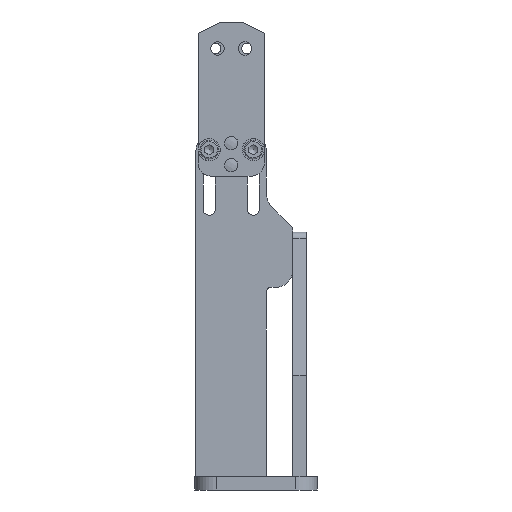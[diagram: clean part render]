
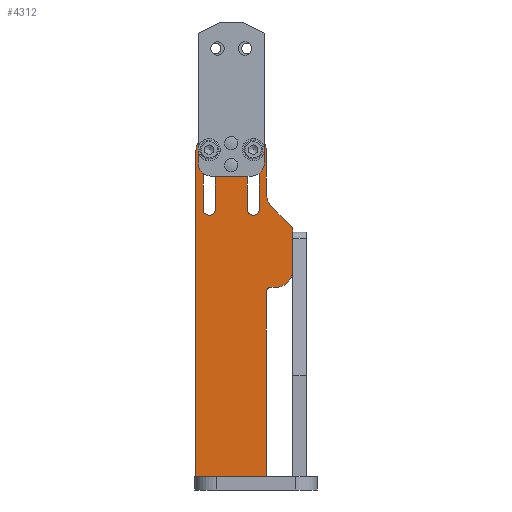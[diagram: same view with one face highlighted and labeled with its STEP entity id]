
A CAD part, front view. The second image highlights one B-rep face of the part: STEP entity #4312.
In plain terms, the highlighted planar face has unit normal (0, -1, 0).
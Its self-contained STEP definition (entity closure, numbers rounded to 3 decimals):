
#146=FACE_BOUND('',#671,.T.);
#147=FACE_BOUND('',#672,.T.);
#232=PLANE('',#4701);
#396=FACE_OUTER_BOUND('',#670,.T.);
#670=EDGE_LOOP('',(#3072,#3073,#3074,#3075,#3076,#3077,#3078,#3079,#3080,
#3081,#3082,#3083,#3084,#3085,#3086,#3087,#3088));
#671=EDGE_LOOP('',(#3089,#3090,#3091,#3092));
#672=EDGE_LOOP('',(#3093,#3094,#3095,#3096));
#1018=LINE('',#6549,#1368);
#1055=LINE('',#6634,#1405);
#1056=LINE('',#6636,#1406);
#1057=LINE('',#6637,#1407);
#1058=LINE('',#6639,#1408);
#1059=LINE('',#6643,#1409);
#1060=LINE('',#6647,#1410);
#1061=LINE('',#6651,#1411);
#1062=LINE('',#6653,#1412);
#1063=LINE('',#6654,#1413);
#1064=LINE('',#6659,#1414);
#1065=LINE('',#6662,#1415);
#1066=LINE('',#6667,#1416);
#1067=LINE('',#6670,#1417);
#1368=VECTOR('',#5219,17.);
#1405=VECTOR('',#5294,2.);
#1406=VECTOR('',#5297,1.172);
#1407=VECTOR('',#5298,12.828);
#1408=VECTOR('',#5299,19.784);
#1409=VECTOR('',#5302,9.305);
#1410=VECTOR('',#5305,9.305);
#1411=VECTOR('',#5308,148.098);
#1412=VECTOR('',#5309,32.);
#1413=VECTOR('',#5310,84.);
#1414=VECTOR('',#5313,27.);
#1415=VECTOR('',#5316,27.);
#1416=VECTOR('',#5319,27.);
#1417=VECTOR('',#5322,27.);
#1689=CIRCLE('',#4661,8.);
#1691=CIRCLE('',#4664,8.);
#1693=CIRCLE('',#4667,2.);
#1696=CIRCLE('',#4671,2.);
#1708=CIRCLE('',#4702,7.);
#1709=CIRCLE('',#4703,7.);
#1710=CIRCLE('',#4704,7.);
#1711=CIRCLE('',#4705,2.75);
#1712=CIRCLE('',#4706,2.75);
#1713=CIRCLE('',#4707,2.75);
#1714=CIRCLE('',#4708,2.75);
#1895=VERTEX_POINT('',#6463);
#1896=VERTEX_POINT('',#6464);
#1899=VERTEX_POINT('',#6472);
#1900=VERTEX_POINT('',#6473);
#1903=VERTEX_POINT('',#6481);
#1904=VERTEX_POINT('',#6482);
#1909=VERTEX_POINT('',#6493);
#1910=VERTEX_POINT('',#6495);
#1926=VERTEX_POINT('',#6534);
#1960=VERTEX_POINT('',#6638);
#1961=VERTEX_POINT('',#6640);
#1962=VERTEX_POINT('',#6642);
#1963=VERTEX_POINT('',#6644);
#1964=VERTEX_POINT('',#6646);
#1965=VERTEX_POINT('',#6648);
#1966=VERTEX_POINT('',#6650);
#1967=VERTEX_POINT('',#6652);
#1968=VERTEX_POINT('',#6655);
#1969=VERTEX_POINT('',#6656);
#1970=VERTEX_POINT('',#6658);
#1971=VERTEX_POINT('',#6660);
#1972=VERTEX_POINT('',#6663);
#1973=VERTEX_POINT('',#6664);
#1974=VERTEX_POINT('',#6666);
#1975=VERTEX_POINT('',#6668);
#2313=EDGE_CURVE('',#1895,#1896,#1689,.T.);
#2317=EDGE_CURVE('',#1899,#1900,#1691,.T.);
#2321=EDGE_CURVE('',#1903,#1904,#1693,.T.);
#2327=EDGE_CURVE('',#1909,#1910,#1696,.T.);
#2354=EDGE_CURVE('',#1895,#1926,#1018,.T.);
#2398=EDGE_CURVE('',#1909,#1896,#1055,.T.);
#2399=EDGE_CURVE('',#1926,#1904,#1056,.T.);
#2400=EDGE_CURVE('',#1903,#1900,#1057,.T.);
#2401=EDGE_CURVE('',#1960,#1899,#1058,.T.);
#2402=EDGE_CURVE('',#1961,#1960,#1708,.T.);
#2403=EDGE_CURVE('',#1962,#1961,#1059,.T.);
#2404=EDGE_CURVE('',#1963,#1962,#1709,.T.);
#2405=EDGE_CURVE('',#1964,#1963,#1060,.T.);
#2406=EDGE_CURVE('',#1965,#1964,#1710,.T.);
#2407=EDGE_CURVE('',#1966,#1965,#1061,.T.);
#2408=EDGE_CURVE('',#1967,#1966,#1062,.T.);
#2409=EDGE_CURVE('',#1910,#1967,#1063,.T.);
#2410=EDGE_CURVE('',#1968,#1969,#1711,.T.);
#2411=EDGE_CURVE('',#1969,#1970,#1064,.T.);
#2412=EDGE_CURVE('',#1970,#1971,#1712,.T.);
#2413=EDGE_CURVE('',#1971,#1968,#1065,.T.);
#2414=EDGE_CURVE('',#1972,#1973,#1713,.T.);
#2415=EDGE_CURVE('',#1973,#1974,#1066,.T.);
#2416=EDGE_CURVE('',#1974,#1975,#1714,.T.);
#2417=EDGE_CURVE('',#1975,#1972,#1067,.T.);
#3072=ORIENTED_EDGE('',*,*,#2354,.T.);
#3073=ORIENTED_EDGE('',*,*,#2399,.T.);
#3074=ORIENTED_EDGE('',*,*,#2321,.F.);
#3075=ORIENTED_EDGE('',*,*,#2400,.T.);
#3076=ORIENTED_EDGE('',*,*,#2317,.F.);
#3077=ORIENTED_EDGE('',*,*,#2401,.F.);
#3078=ORIENTED_EDGE('',*,*,#2402,.F.);
#3079=ORIENTED_EDGE('',*,*,#2403,.F.);
#3080=ORIENTED_EDGE('',*,*,#2404,.F.);
#3081=ORIENTED_EDGE('',*,*,#2405,.F.);
#3082=ORIENTED_EDGE('',*,*,#2406,.F.);
#3083=ORIENTED_EDGE('',*,*,#2407,.F.);
#3084=ORIENTED_EDGE('',*,*,#2408,.F.);
#3085=ORIENTED_EDGE('',*,*,#2409,.F.);
#3086=ORIENTED_EDGE('',*,*,#2327,.F.);
#3087=ORIENTED_EDGE('',*,*,#2398,.T.);
#3088=ORIENTED_EDGE('',*,*,#2313,.F.);
#3089=ORIENTED_EDGE('',*,*,#2410,.T.);
#3090=ORIENTED_EDGE('',*,*,#2411,.T.);
#3091=ORIENTED_EDGE('',*,*,#2412,.T.);
#3092=ORIENTED_EDGE('',*,*,#2413,.T.);
#3093=ORIENTED_EDGE('',*,*,#2414,.T.);
#3094=ORIENTED_EDGE('',*,*,#2415,.T.);
#3095=ORIENTED_EDGE('',*,*,#2416,.T.);
#3096=ORIENTED_EDGE('',*,*,#2417,.T.);
#4312=ADVANCED_FACE('',(#396,#146,#147),#232,.T.);
#4661=AXIS2_PLACEMENT_3D('',#6465,#5148,#5149);
#4664=AXIS2_PLACEMENT_3D('',#6474,#5156,#5157);
#4667=AXIS2_PLACEMENT_3D('',#6483,#5164,#5165);
#4671=AXIS2_PLACEMENT_3D('',#6496,#5175,#5176);
#4701=AXIS2_PLACEMENT_3D('',#6635,#5295,#5296);
#4702=AXIS2_PLACEMENT_3D('',#6641,#5300,#5301);
#4703=AXIS2_PLACEMENT_3D('',#6645,#5303,#5304);
#4704=AXIS2_PLACEMENT_3D('',#6649,#5306,#5307);
#4705=AXIS2_PLACEMENT_3D('',#6657,#5311,#5312);
#4706=AXIS2_PLACEMENT_3D('',#6661,#5314,#5315);
#4707=AXIS2_PLACEMENT_3D('',#6665,#5317,#5318);
#4708=AXIS2_PLACEMENT_3D('',#6669,#5320,#5321);
#5148=DIRECTION('center_axis',(0.,1.,0.));
#5149=DIRECTION('ref_axis',(0.707,0.,-0.707));
#5156=DIRECTION('center_axis',(0.,-1.,0.));
#5157=DIRECTION('ref_axis',(-0.924,0.,-0.383));
#5164=DIRECTION('center_axis',(0.,1.,0.));
#5165=DIRECTION('ref_axis',(0.924,0.,0.383));
#5175=DIRECTION('center_axis',(0.,-1.,0.));
#5176=DIRECTION('ref_axis',(-0.707,0.,0.707));
#5219=DIRECTION('',(0.,0.,1.));
#5294=DIRECTION('',(1.,0.,0.));
#5295=DIRECTION('center_axis',(0.,-1.,0.));
#5296=DIRECTION('ref_axis',(0.,0.,-1.));
#5297=DIRECTION('',(0.,0.,1.));
#5298=DIRECTION('',(-0.707,0.,0.707));
#5299=DIRECTION('',(0.,0.,-1.));
#5300=DIRECTION('center_axis',(0.,1.,0.));
#5301=DIRECTION('ref_axis',(1.,0.,0.));
#5302=DIRECTION('',(0.967,0.,-0.254));
#5303=DIRECTION('center_axis',(0.,1.,0.));
#5304=DIRECTION('ref_axis',(0.254,0.,0.967));
#5305=DIRECTION('',(0.967,0.,0.254));
#5306=DIRECTION('center_axis',(0.,1.,0.));
#5307=DIRECTION('ref_axis',(-0.254,0.,0.967));
#5308=DIRECTION('',(0.,0.,1.));
#5309=DIRECTION('',(-1.,0.,0.));
#5310=DIRECTION('',(0.,0.,-1.));
#5311=DIRECTION('center_axis',(0.,1.,0.));
#5312=DIRECTION('ref_axis',(-1.,0.,0.));
#5313=DIRECTION('',(0.,0.,-1.));
#5314=DIRECTION('center_axis',(0.,1.,0.));
#5315=DIRECTION('ref_axis',(1.,0.,0.));
#5316=DIRECTION('',(0.,0.,1.));
#5317=DIRECTION('center_axis',(0.,1.,0.));
#5318=DIRECTION('ref_axis',(1.,0.,0.));
#5319=DIRECTION('',(0.,0.,-1.));
#5320=DIRECTION('center_axis',(0.,1.,0.));
#5321=DIRECTION('ref_axis',(-1.,0.,0.));
#5322=DIRECTION('',(0.,0.,1.));
#6463=CARTESIAN_POINT('',(46.918,23.969,100.));
#6464=CARTESIAN_POINT('',(38.918,23.969,92.));
#6465=CARTESIAN_POINT('Origin',(38.918,23.969,100.));
#6472=CARTESIAN_POINT('',(34.918,23.969,134.314));
#6473=CARTESIAN_POINT('',(37.261,23.969,128.657));
#6474=CARTESIAN_POINT('Origin',(42.918,23.969,134.314));
#6481=CARTESIAN_POINT('',(46.332,23.969,119.586));
#6482=CARTESIAN_POINT('',(46.918,23.969,118.172));
#6483=CARTESIAN_POINT('Origin',(44.918,23.969,118.172));
#6493=CARTESIAN_POINT('',(36.918,23.969,92.));
#6495=CARTESIAN_POINT('',(34.918,23.969,90.));
#6496=CARTESIAN_POINT('Origin',(36.918,23.969,90.));
#6534=CARTESIAN_POINT('',(46.918,23.969,117.));
#6549=CARTESIAN_POINT('',(46.918,23.969,100.));
#6634=CARTESIAN_POINT('',(36.918,23.969,92.));
#6635=CARTESIAN_POINT('Origin',(18.918,23.969,81.039));
#6636=CARTESIAN_POINT('',(46.918,23.969,117.));
#6637=CARTESIAN_POINT('',(46.332,23.969,119.586));
#6638=CARTESIAN_POINT('',(34.918,23.969,154.098));
#6639=CARTESIAN_POINT('',(34.918,23.969,154.098));
#6640=CARTESIAN_POINT('',(29.696,23.969,160.868));
#6641=CARTESIAN_POINT('Origin',(27.918,23.969,154.098));
#6642=CARTESIAN_POINT('',(20.696,23.969,163.231));
#6643=CARTESIAN_POINT('',(20.696,23.969,163.231));
#6644=CARTESIAN_POINT('',(17.14,23.969,163.231));
#6645=CARTESIAN_POINT('Origin',(18.918,23.969,156.461));
#6646=CARTESIAN_POINT('',(8.14,23.969,160.868));
#6647=CARTESIAN_POINT('',(8.14,23.969,160.868));
#6648=CARTESIAN_POINT('',(2.918,23.969,154.098));
#6649=CARTESIAN_POINT('Origin',(9.918,23.969,154.098));
#6650=CARTESIAN_POINT('',(2.918,23.969,6.));
#6651=CARTESIAN_POINT('',(2.918,23.969,6.));
#6652=CARTESIAN_POINT('',(34.918,23.969,6.));
#6653=CARTESIAN_POINT('',(34.918,23.969,6.));
#6654=CARTESIAN_POINT('',(34.918,23.969,90.));
#6655=CARTESIAN_POINT('',(26.168,23.969,154.514));
#6656=CARTESIAN_POINT('',(31.668,23.969,154.514));
#6657=CARTESIAN_POINT('Origin',(28.918,23.969,154.514));
#6658=CARTESIAN_POINT('',(31.668,23.969,127.514));
#6659=CARTESIAN_POINT('',(31.668,23.969,154.514));
#6660=CARTESIAN_POINT('',(26.168,23.969,127.514));
#6661=CARTESIAN_POINT('Origin',(28.918,23.969,127.514));
#6662=CARTESIAN_POINT('',(26.168,23.969,127.514));
#6663=CARTESIAN_POINT('',(6.168,23.969,154.514));
#6664=CARTESIAN_POINT('',(11.668,23.969,154.514));
#6665=CARTESIAN_POINT('Origin',(8.918,23.969,154.514));
#6666=CARTESIAN_POINT('',(11.668,23.969,127.514));
#6667=CARTESIAN_POINT('',(11.668,23.969,154.514));
#6668=CARTESIAN_POINT('',(6.168,23.969,127.514));
#6669=CARTESIAN_POINT('Origin',(8.918,23.969,127.514));
#6670=CARTESIAN_POINT('',(6.168,23.969,127.514));
